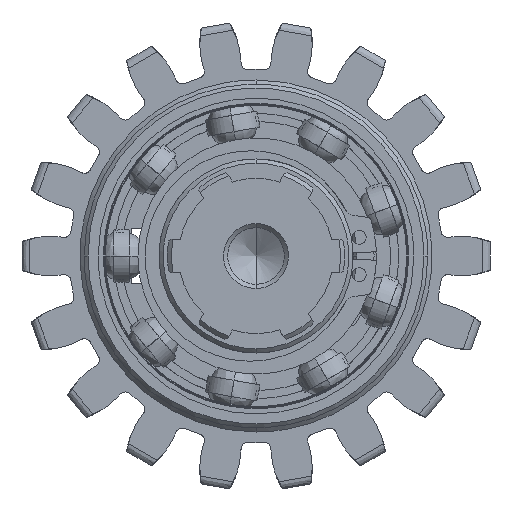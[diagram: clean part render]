
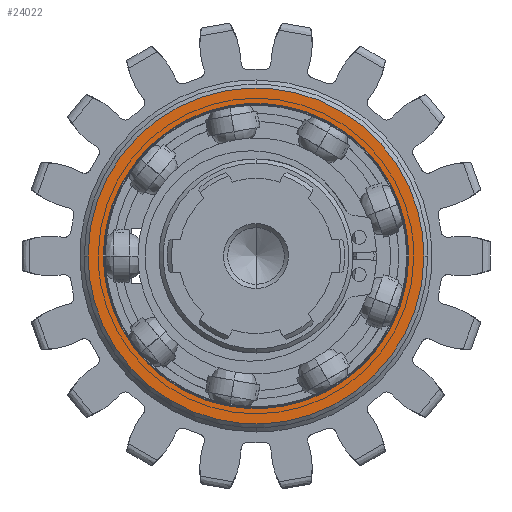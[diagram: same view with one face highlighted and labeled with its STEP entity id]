
A CAD part, left-side view. The second image highlights one B-rep face of the part: STEP entity #24022.
In plain terms, the highlighted free-form (B-spline) face has degree [1, 1] with [2, 2] control points.
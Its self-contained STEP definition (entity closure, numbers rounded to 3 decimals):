
#23474 = VERTEX_POINT('',#23475);
#23475 = CARTESIAN_POINT('',(37.523,25.185,
    0.));
#23481 = EDGE_CURVE('',#23482,#23474,#23484,.T.);
#23482 = VERTEX_POINT('',#23483);
#23483 = CARTESIAN_POINT('',(37.523,-25.185,
    0.));
#23484 = ( BOUNDED_CURVE() B_SPLINE_CURVE(2,(#23485,#23486,#23487,#23488
,#23489),.UNSPECIFIED.,.F.,.F.) B_SPLINE_CURVE_WITH_KNOTS((3,2,3),(0.,
1.571,3.142),.PIECEWISE_BEZIER_KNOTS.) CURVE() 
GEOMETRIC_REPRESENTATION_ITEM() RATIONAL_B_SPLINE_CURVE((1.,
0.707,1.,0.707,1.)) REPRESENTATION_ITEM('') );
#23485 = CARTESIAN_POINT('',(37.523,-25.185,
    0.));
#23486 = CARTESIAN_POINT('',(37.523,-25.185,
    -25.185));
#23487 = CARTESIAN_POINT('',(37.523,0.,
    -25.185));
#23488 = CARTESIAN_POINT('',(37.523,25.185,
    -25.185));
#23489 = CARTESIAN_POINT('',(37.523,25.185,
    0.));
#23876 = EDGE_CURVE('',#23877,#23879,#23881,.T.);
#23877 = VERTEX_POINT('',#23878);
#23878 = CARTESIAN_POINT('',(37.523,-27.731,
    0.));
#23879 = VERTEX_POINT('',#23880);
#23880 = CARTESIAN_POINT('',(37.523,27.731,
    0.));
#23881 = ( BOUNDED_CURVE() B_SPLINE_CURVE(2,(#23882,#23883,#23884,#23885
,#23886),.UNSPECIFIED.,.F.,.F.) B_SPLINE_CURVE_WITH_KNOTS((3,2,3),(0.,
1.571,3.142),.PIECEWISE_BEZIER_KNOTS.) CURVE() 
GEOMETRIC_REPRESENTATION_ITEM() RATIONAL_B_SPLINE_CURVE((1.,
0.707,1.,0.707,1.)) REPRESENTATION_ITEM('') );
#23882 = CARTESIAN_POINT('',(37.523,-27.731,
    0.));
#23883 = CARTESIAN_POINT('',(37.523,-27.731,
    -27.731));
#23884 = CARTESIAN_POINT('',(37.523,0.,
    -27.731));
#23885 = CARTESIAN_POINT('',(37.523,27.731,
    -27.731));
#23886 = CARTESIAN_POINT('',(37.523,27.731,
    0.));
#24022 = ADVANCED_FACE('',(#24023,#24034),#24045,.F.);
#24023 = FACE_BOUND('',#24024,.T.);
#24024 = EDGE_LOOP('',(#24025,#24026));
#24025 = ORIENTED_EDGE('',*,*,#23481,.T.);
#24026 = ORIENTED_EDGE('',*,*,#24027,.T.);
#24027 = EDGE_CURVE('',#23474,#23482,#24028,.T.);
#24028 = ( BOUNDED_CURVE() B_SPLINE_CURVE(2,(#24029,#24030,#24031,#24032
,#24033),.UNSPECIFIED.,.F.,.F.) B_SPLINE_CURVE_WITH_KNOTS((3,2,3),(
    3.142,4.712,6.283),
.PIECEWISE_BEZIER_KNOTS.) CURVE() GEOMETRIC_REPRESENTATION_ITEM() 
RATIONAL_B_SPLINE_CURVE((1.,0.707,1.,0.707,1.)) 
REPRESENTATION_ITEM('') );
#24029 = CARTESIAN_POINT('',(37.523,25.185,
    0.));
#24030 = CARTESIAN_POINT('',(37.523,25.185,
    25.185));
#24031 = CARTESIAN_POINT('',(37.523,0.,
    25.185));
#24032 = CARTESIAN_POINT('',(37.523,-25.185,
    25.185));
#24033 = CARTESIAN_POINT('',(37.523,-25.185,
    0.));
#24034 = FACE_BOUND('',#24035,.T.);
#24035 = EDGE_LOOP('',(#24036,#24037));
#24036 = ORIENTED_EDGE('',*,*,#23876,.F.);
#24037 = ORIENTED_EDGE('',*,*,#24038,.F.);
#24038 = EDGE_CURVE('',#23879,#23877,#24039,.T.);
#24039 = ( BOUNDED_CURVE() B_SPLINE_CURVE(2,(#24040,#24041,#24042,#24043
,#24044),.UNSPECIFIED.,.F.,.F.) B_SPLINE_CURVE_WITH_KNOTS((3,2,3),(
    3.142,4.712,6.283),
.PIECEWISE_BEZIER_KNOTS.) CURVE() GEOMETRIC_REPRESENTATION_ITEM() 
RATIONAL_B_SPLINE_CURVE((1.,0.707,1.,0.707,1.)) 
REPRESENTATION_ITEM('') );
#24040 = CARTESIAN_POINT('',(37.523,27.731,
    0.));
#24041 = CARTESIAN_POINT('',(37.523,27.731,
    27.731));
#24042 = CARTESIAN_POINT('',(37.523,0.,
    27.731));
#24043 = CARTESIAN_POINT('',(37.523,-27.731,
    27.731));
#24044 = CARTESIAN_POINT('',(37.523,-27.731,
    0.));
#24045 = B_SPLINE_SURFACE_WITH_KNOTS('',1,1,(
    (#24046,#24047)
    ,(#24048,#24049
    )),.UNSPECIFIED.,.F.,.F.,.F.,(2,2),(2,2),(0.,60.6),(
    -30.3,30.3),.PIECEWISE_BEZIER_KNOTS.);
#24046 = CARTESIAN_POINT('',(37.523,27.731,
    27.731));
#24047 = CARTESIAN_POINT('',(37.523,27.731,
    -27.731));
#24048 = CARTESIAN_POINT('',(37.523,-27.731,
    27.731));
#24049 = CARTESIAN_POINT('',(37.523,-27.731,
    -27.731));
